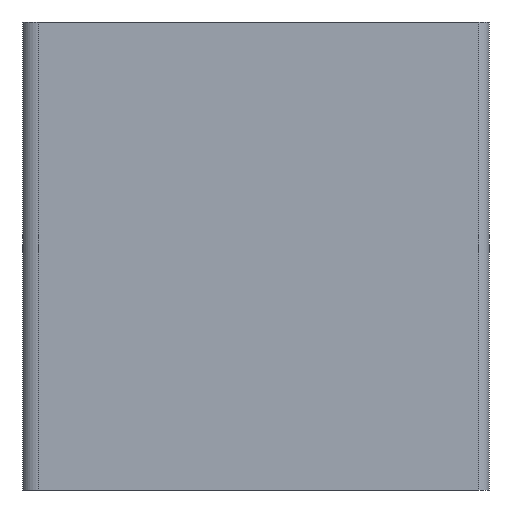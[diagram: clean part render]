
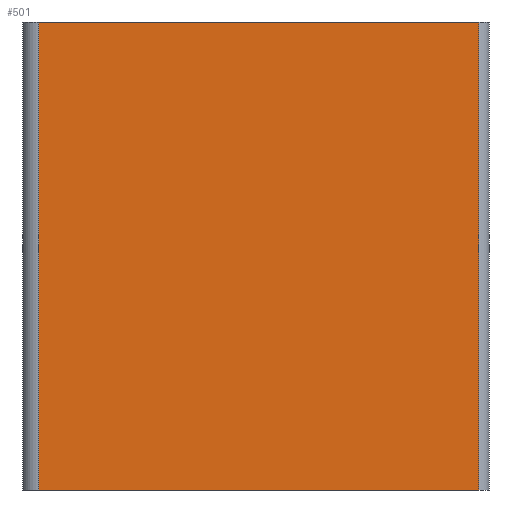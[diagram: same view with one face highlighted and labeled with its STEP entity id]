
A CAD part, left-side view. The second image highlights one B-rep face of the part: STEP entity #501.
In plain terms, the highlighted planar face has unit normal (-1, 0, 0).
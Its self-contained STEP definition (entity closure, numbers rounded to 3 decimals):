
#25=PLANE('',#558);
#48=FACE_OUTER_BOUND('',#76,.T.);
#76=EDGE_LOOP('',(#402,#403,#404,#405));
#107=LINE('',#787,#155);
#111=LINE('',#796,#159);
#119=LINE('',#822,#167);
#120=LINE('',#825,#168);
#155=VECTOR('',#635,10.);
#159=VECTOR('',#643,10.);
#167=VECTOR('',#669,3.);
#168=VECTOR('',#674,10.);
#226=VERTEX_POINT('',#780);
#229=VERTEX_POINT('',#785);
#232=VERTEX_POINT('',#795);
#241=VERTEX_POINT('',#821);
#285=EDGE_CURVE('',#226,#229,#107,.T.);
#289=EDGE_CURVE('',#226,#232,#111,.T.);
#302=EDGE_CURVE('',#232,#241,#119,.T.);
#304=EDGE_CURVE('',#241,#229,#120,.T.);
#402=ORIENTED_EDGE('',*,*,#302,.F.);
#403=ORIENTED_EDGE('',*,*,#289,.F.);
#404=ORIENTED_EDGE('',*,*,#285,.T.);
#405=ORIENTED_EDGE('',*,*,#304,.F.);
#501=ADVANCED_FACE('',(#48),#25,.T.);
#558=AXIS2_PLACEMENT_3D('',#824,#672,#673);
#635=DIRECTION('',(0.,0.,1.));
#643=DIRECTION('',(0.,1.,0.));
#669=DIRECTION('',(0.,0.,1.));
#672=DIRECTION('center_axis',(-1.,0.,0.));
#673=DIRECTION('ref_axis',(0.,-1.,0.));
#674=DIRECTION('',(0.,-1.,0.));
#780=CARTESIAN_POINT('',(-1.8,0.,0.));
#785=CARTESIAN_POINT('',(-1.8,0.,80.));
#787=CARTESIAN_POINT('',(-1.8,0.,0.));
#795=CARTESIAN_POINT('',(-1.8,75.25,0.));
#796=CARTESIAN_POINT('',(-1.8,76.2,0.));
#821=CARTESIAN_POINT('',(-1.8,75.25,80.));
#822=CARTESIAN_POINT('',(-1.8,75.25,0.));
#824=CARTESIAN_POINT('Origin',(-1.8,78.,0.));
#825=CARTESIAN_POINT('',(-1.8,76.2,80.));
